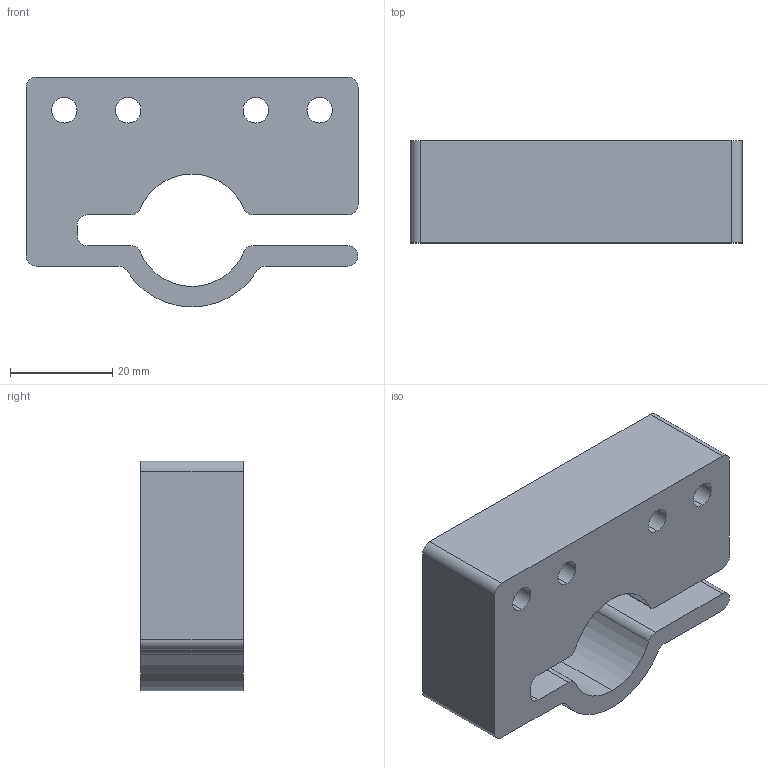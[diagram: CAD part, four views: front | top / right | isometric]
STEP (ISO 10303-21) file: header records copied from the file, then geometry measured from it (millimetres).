
FILE_DESCRIPTION (( 'STEP AP214' ), '1' );
FILE_NAME ('Galvo_clamp_for_Thorlabs_QS20_v1.0.STEP', '2023-12-04T18:57:09', ( '' ), ( '' ), 'SwSTEP 2.0', 'SolidWorks 2016', '' );
FILE_SCHEMA (( 'AUTOMOTIVE_DESIGN' ));
Length unit declared in the file: millimetre
Products named in the file (1): Galvo_clamp_for_Thorlabs_QS20_v1.0
Bounding box: 65 x 20 x 45 mm (x, y, z)
Volume: 37536.7 mm3; surface area: 11737.8 mm2
Topology: 1 solids, 1 shells, 44 faces, 124 edges, 81 vertices
Faces by surface type: cylinder 30, plane 12, cone 2
Entity records: 1514 total; most frequent: DIRECTION 272, CARTESIAN_POINT 248, ORIENTED_EDGE 244, EDGE_CURVE 122, AXIS2_PLACEMENT_3D 105, VERTEX_POINT 81, VECTOR 62, LINE 62
